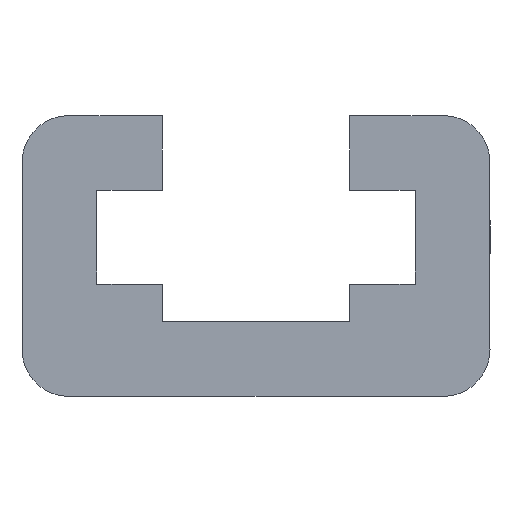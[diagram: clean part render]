
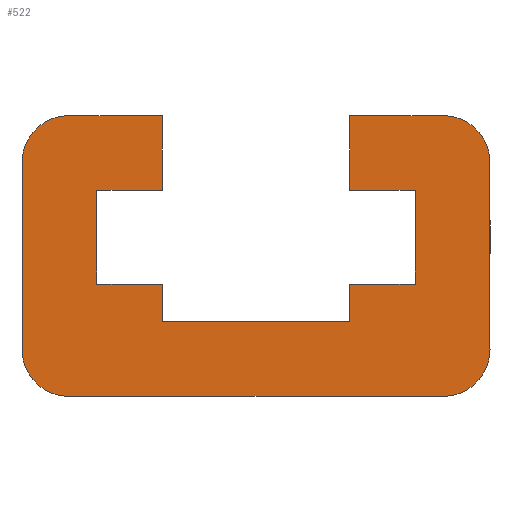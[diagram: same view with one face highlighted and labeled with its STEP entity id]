
A CAD part, front view. The second image highlights one B-rep face of the part: STEP entity #522.
In plain terms, the highlighted planar face has unit normal (0, -1, 0).
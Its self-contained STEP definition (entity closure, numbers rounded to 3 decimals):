
#15=CIRCLE('',#555,5.);
#17=CIRCLE('',#559,5.);
#19=CIRCLE('',#563,5.);
#21=CIRCLE('',#567,5.);
#54=FACE_OUTER_BOUND('',#82,.T.);
#82=EDGE_LOOP('',(#455,#456,#457,#458,#459,#460,#461,#462,#463,#464,#465,
#466,#467,#468,#469,#470,#471,#472,#473,#474));
#95=LINE('',#733,#159);
#99=LINE('',#741,#163);
#102=LINE('',#747,#166);
#105=LINE('',#753,#169);
#108=LINE('',#759,#172);
#111=LINE('',#765,#175);
#114=LINE('',#771,#178);
#117=LINE('',#777,#181);
#120=LINE('',#783,#184);
#123=LINE('',#789,#187);
#126=LINE('',#795,#190);
#129=LINE('',#801,#193);
#132=LINE('',#807,#196);
#136=LINE('',#819,#200);
#140=LINE('',#831,#204);
#144=LINE('',#843,#208);
#159=VECTOR('',#595,10.);
#163=VECTOR('',#601,10.);
#166=VECTOR('',#606,10.);
#169=VECTOR('',#611,10.);
#172=VECTOR('',#616,10.);
#175=VECTOR('',#621,10.);
#178=VECTOR('',#626,10.);
#181=VECTOR('',#631,10.);
#184=VECTOR('',#636,10.);
#187=VECTOR('',#641,10.);
#190=VECTOR('',#646,10.);
#193=VECTOR('',#651,10.);
#196=VECTOR('',#656,10.);
#200=VECTOR('',#668,10.);
#204=VECTOR('',#680,10.);
#208=VECTOR('',#692,10.);
#219=VERTEX_POINT('',#731);
#220=VERTEX_POINT('',#732);
#223=VERTEX_POINT('',#740);
#225=VERTEX_POINT('',#746);
#227=VERTEX_POINT('',#752);
#229=VERTEX_POINT('',#758);
#231=VERTEX_POINT('',#764);
#233=VERTEX_POINT('',#770);
#235=VERTEX_POINT('',#776);
#237=VERTEX_POINT('',#782);
#239=VERTEX_POINT('',#788);
#241=VERTEX_POINT('',#794);
#243=VERTEX_POINT('',#800);
#245=VERTEX_POINT('',#806);
#247=VERTEX_POINT('',#812);
#249=VERTEX_POINT('',#818);
#251=VERTEX_POINT('',#824);
#253=VERTEX_POINT('',#830);
#255=VERTEX_POINT('',#836);
#257=VERTEX_POINT('',#842);
#271=EDGE_CURVE('',#219,#220,#95,.T.);
#275=EDGE_CURVE('',#223,#220,#99,.T.);
#278=EDGE_CURVE('',#223,#225,#102,.T.);
#281=EDGE_CURVE('',#225,#227,#105,.T.);
#284=EDGE_CURVE('',#229,#227,#108,.T.);
#287=EDGE_CURVE('',#229,#231,#111,.T.);
#290=EDGE_CURVE('',#231,#233,#114,.T.);
#293=EDGE_CURVE('',#233,#235,#117,.T.);
#296=EDGE_CURVE('',#237,#235,#120,.T.);
#299=EDGE_CURVE('',#237,#239,#123,.T.);
#302=EDGE_CURVE('',#239,#241,#126,.T.);
#305=EDGE_CURVE('',#241,#243,#129,.T.);
#308=EDGE_CURVE('',#245,#243,#132,.T.);
#311=EDGE_CURVE('',#247,#245,#15,.T.);
#314=EDGE_CURVE('',#249,#247,#136,.T.);
#317=EDGE_CURVE('',#251,#249,#17,.T.);
#320=EDGE_CURVE('',#253,#251,#140,.T.);
#323=EDGE_CURVE('',#255,#253,#19,.T.);
#326=EDGE_CURVE('',#257,#255,#144,.T.);
#329=EDGE_CURVE('',#219,#257,#21,.T.);
#455=ORIENTED_EDGE('',*,*,#329,.F.);
#456=ORIENTED_EDGE('',*,*,#271,.T.);
#457=ORIENTED_EDGE('',*,*,#275,.F.);
#458=ORIENTED_EDGE('',*,*,#278,.T.);
#459=ORIENTED_EDGE('',*,*,#281,.T.);
#460=ORIENTED_EDGE('',*,*,#284,.F.);
#461=ORIENTED_EDGE('',*,*,#287,.T.);
#462=ORIENTED_EDGE('',*,*,#290,.T.);
#463=ORIENTED_EDGE('',*,*,#293,.T.);
#464=ORIENTED_EDGE('',*,*,#296,.F.);
#465=ORIENTED_EDGE('',*,*,#299,.T.);
#466=ORIENTED_EDGE('',*,*,#302,.T.);
#467=ORIENTED_EDGE('',*,*,#305,.T.);
#468=ORIENTED_EDGE('',*,*,#308,.F.);
#469=ORIENTED_EDGE('',*,*,#311,.F.);
#470=ORIENTED_EDGE('',*,*,#314,.F.);
#471=ORIENTED_EDGE('',*,*,#317,.F.);
#472=ORIENTED_EDGE('',*,*,#320,.F.);
#473=ORIENTED_EDGE('',*,*,#323,.F.);
#474=ORIENTED_EDGE('',*,*,#326,.F.);
#496=PLANE('',#570);
#522=ADVANCED_FACE('',(#54),#496,.F.);
#555=AXIS2_PLACEMENT_3D('',#813,#661,#662);
#559=AXIS2_PLACEMENT_3D('',#825,#673,#674);
#563=AXIS2_PLACEMENT_3D('',#837,#685,#686);
#567=AXIS2_PLACEMENT_3D('',#848,#697,#698);
#570=AXIS2_PLACEMENT_3D('',#851,#703,#704);
#595=DIRECTION('',(-1.,0.,0.));
#601=DIRECTION('',(0.,0.,1.));
#606=DIRECTION('',(1.,0.,0.));
#611=DIRECTION('',(0.,0.,-1.));
#616=DIRECTION('',(1.,0.,0.));
#621=DIRECTION('',(0.,0.,-1.));
#626=DIRECTION('',(-1.,0.,0.));
#631=DIRECTION('',(0.,0.,1.));
#636=DIRECTION('',(1.,0.,0.));
#641=DIRECTION('',(0.,0.,1.));
#646=DIRECTION('',(1.,0.,0.));
#651=DIRECTION('',(0.,0.,1.));
#656=DIRECTION('',(1.,0.,0.));
#661=DIRECTION('center_axis',(0.,1.,0.));
#662=DIRECTION('ref_axis',(-1.,0.,0.));
#668=DIRECTION('',(0.,0.,1.));
#673=DIRECTION('center_axis',(0.,1.,0.));
#674=DIRECTION('ref_axis',(0.,0.,-1.));
#680=DIRECTION('',(-1.,0.,0.));
#685=DIRECTION('center_axis',(0.,1.,0.));
#686=DIRECTION('ref_axis',(1.,0.,0.));
#692=DIRECTION('',(0.,0.,-1.));
#697=DIRECTION('center_axis',(0.,1.,0.));
#698=DIRECTION('ref_axis',(0.,0.,1.));
#703=DIRECTION('center_axis',(0.,1.,0.));
#704=DIRECTION('ref_axis',(1.,0.,0.));
#731=CARTESIAN_POINT('',(20.,0.,13.));
#732=CARTESIAN_POINT('',(10.,0.,13.));
#733=CARTESIAN_POINT('',(20.,0.,13.));
#740=CARTESIAN_POINT('',(10.,0.,5.));
#741=CARTESIAN_POINT('',(10.,0.,5.));
#746=CARTESIAN_POINT('',(17.,0.,5.));
#747=CARTESIAN_POINT('',(10.,0.,5.));
#752=CARTESIAN_POINT('',(17.,0.,-5.));
#753=CARTESIAN_POINT('',(17.,0.,5.));
#758=CARTESIAN_POINT('',(10.,0.,-5.));
#759=CARTESIAN_POINT('',(10.,0.,-5.));
#764=CARTESIAN_POINT('',(10.,0.,-9.));
#765=CARTESIAN_POINT('',(10.,0.,-5.));
#770=CARTESIAN_POINT('',(-10.,0.,-9.));
#771=CARTESIAN_POINT('',(10.,0.,-9.));
#776=CARTESIAN_POINT('',(-10.,0.,-5.));
#777=CARTESIAN_POINT('',(-10.,0.,-9.));
#782=CARTESIAN_POINT('',(-17.,0.,-5.));
#783=CARTESIAN_POINT('',(-17.,0.,-5.));
#788=CARTESIAN_POINT('',(-17.,0.,5.));
#789=CARTESIAN_POINT('',(-17.,0.,-5.));
#794=CARTESIAN_POINT('',(-10.,0.,5.));
#795=CARTESIAN_POINT('',(-17.,0.,5.));
#800=CARTESIAN_POINT('',(-10.,0.,13.));
#801=CARTESIAN_POINT('',(-10.,0.,5.));
#806=CARTESIAN_POINT('',(-20.,0.,13.));
#807=CARTESIAN_POINT('',(-20.,0.,13.));
#812=CARTESIAN_POINT('',(-25.,0.,8.));
#813=CARTESIAN_POINT('Origin',(-20.,0.,8.));
#818=CARTESIAN_POINT('',(-25.,0.,-12.));
#819=CARTESIAN_POINT('',(-25.,0.,-12.));
#824=CARTESIAN_POINT('',(-20.,0.,-17.));
#825=CARTESIAN_POINT('Origin',(-20.,0.,-12.));
#830=CARTESIAN_POINT('',(20.,0.,-17.));
#831=CARTESIAN_POINT('',(20.,0.,-17.));
#836=CARTESIAN_POINT('',(25.,0.,-12.));
#837=CARTESIAN_POINT('Origin',(20.,0.,-12.));
#842=CARTESIAN_POINT('',(25.,0.,8.));
#843=CARTESIAN_POINT('',(25.,0.,8.));
#848=CARTESIAN_POINT('Origin',(20.,0.,8.));
#851=CARTESIAN_POINT('Origin',(0.,0.,-2.));
